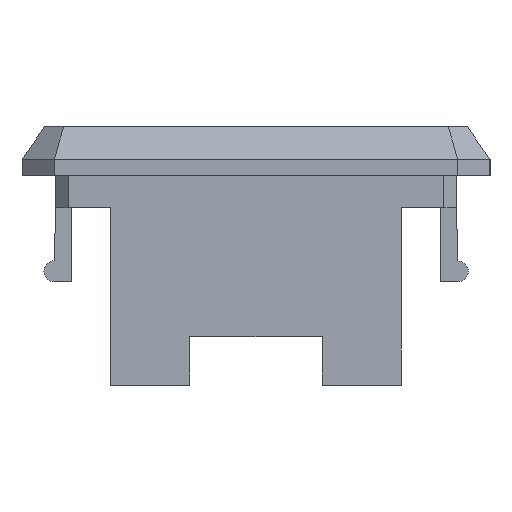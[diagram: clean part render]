
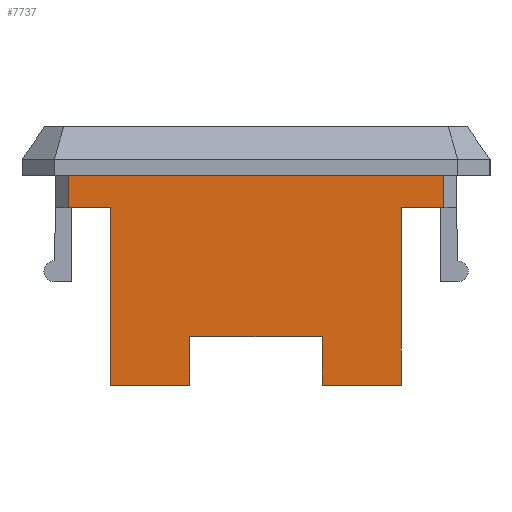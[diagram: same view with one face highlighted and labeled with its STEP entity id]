
A CAD part, left-side view. The second image highlights one B-rep face of the part: STEP entity #7737.
In plain terms, the highlighted planar face has unit normal (-1, 0, 0).
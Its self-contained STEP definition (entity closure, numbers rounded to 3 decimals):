
#17 = ORIENTED_EDGE ( 'NONE', *, *, #6016, .F. ) ;
#31 = ORIENTED_EDGE ( 'NONE', *, *, #7446, .F. ) ;
#117 = ORIENTED_EDGE ( 'NONE', *, *, #2769, .T. ) ;
#507 = DIRECTION ( 'NONE',  ( 0., 1., 0. ) ) ;
#544 = DIRECTION ( 'NONE',  ( 0., 1., 0. ) ) ;
#574 = VERTEX_POINT ( 'NONE', #7188 ) ;
#577 = EDGE_CURVE ( 'NONE', #4647, #1671, #1297, .T. ) ;
#657 = CARTESIAN_POINT ( 'NONE',  ( -23.425, -4.1, -13. ) ) ;
#737 = EDGE_CURVE ( 'NONE', #8620, #3383, #7576, .T. ) ;
#887 = CARTESIAN_POINT ( 'NONE',  ( -23.425, 9., -13. ) ) ;
#980 = ORIENTED_EDGE ( 'NONE', *, *, #1599, .F. ) ;
#1048 = CARTESIAN_POINT ( 'NONE',  ( -23.425, -11.641, -2. ) ) ;
#1262 = ORIENTED_EDGE ( 'NONE', *, *, #9181, .F. ) ;
#1297 = LINE ( 'NONE', #6347, #5929 ) ;
#1379 = CARTESIAN_POINT ( 'NONE',  ( -23.425, -11.641, 0. ) ) ;
#1411 = CARTESIAN_POINT ( 'NONE',  ( -23.425, -11.641, -2. ) ) ;
#1477 = VECTOR ( 'NONE', #3811, 1000. ) ;
#1599 = EDGE_CURVE ( 'NONE', #5996, #3055, #4045, .T. ) ;
#1612 = LINE ( 'NONE', #887, #7547 ) ;
#1671 = VERTEX_POINT ( 'NONE', #2744 ) ;
#1725 = DIRECTION ( 'NONE',  ( 0., 0., 1. ) ) ;
#2162 = VECTOR ( 'NONE', #4006, 1000. ) ;
#2342 = CARTESIAN_POINT ( 'NONE',  ( -23.425, -9., -13. ) ) ;
#2516 = ORIENTED_EDGE ( 'NONE', *, *, #737, .F. ) ;
#2536 = VERTEX_POINT ( 'NONE', #9412 ) ;
#2605 = EDGE_CURVE ( 'NONE', #5996, #4143, #6732, .T. ) ;
#2720 = CARTESIAN_POINT ( 'NONE',  ( -23.425, 4.1, -13. ) ) ;
#2744 = CARTESIAN_POINT ( 'NONE',  ( -23.425, -4.1, -13. ) ) ;
#2769 = EDGE_CURVE ( 'NONE', #4143, #3144, #5064, .T. ) ;
#2819 = LINE ( 'NONE', #2720, #4114 ) ;
#2826 = FACE_OUTER_BOUND ( 'NONE', #3680, .T. ) ;
#3055 = VERTEX_POINT ( 'NONE', #8603 ) ;
#3144 = VERTEX_POINT ( 'NONE', #7699 ) ;
#3343 = CARTESIAN_POINT ( 'NONE',  ( -23.425, 9., -2. ) ) ;
#3383 = VERTEX_POINT ( 'NONE', #3343 ) ;
#3660 = VECTOR ( 'NONE', #5253, 1000. ) ;
#3680 = EDGE_LOOP ( 'NONE', ( #117, #17, #8612, #2516, #31, #8234, #3908, #1262, #8364, #8496, #980, #6561 ) ) ;
#3698 = EDGE_CURVE ( 'NONE', #3383, #8664, #6336, .T. ) ;
#3811 = DIRECTION ( 'NONE',  ( 0., 1., 0. ) ) ;
#3908 = ORIENTED_EDGE ( 'NONE', *, *, #9252, .F. ) ;
#3962 = DIRECTION ( 'NONE',  ( 0., 0., 1. ) ) ;
#3980 = CARTESIAN_POINT ( 'NONE',  ( -23.425, 9., -13. ) ) ;
#4006 = DIRECTION ( 'NONE',  ( 0., 1., 0. ) ) ;
#4045 = LINE ( 'NONE', #9292, #4975 ) ;
#4114 = VECTOR ( 'NONE', #5669, 1000. ) ;
#4143 = VERTEX_POINT ( 'NONE', #7359 ) ;
#4574 = AXIS2_PLACEMENT_3D ( 'NONE', #1411, #8694, #4894 ) ;
#4647 = VERTEX_POINT ( 'NONE', #8022 ) ;
#4894 = DIRECTION ( 'NONE',  ( 0., 1., 0. ) ) ;
#4942 = PLANE ( 'NONE',  #4574 ) ;
#4975 = VECTOR ( 'NONE', #8464, 1000. ) ;
#5064 = LINE ( 'NONE', #1379, #9300 ) ;
#5079 = DIRECTION ( 'NONE',  ( 0., 0., 1. ) ) ;
#5182 = VECTOR ( 'NONE', #5079, 1000. ) ;
#5244 = LINE ( 'NONE', #2342, #5182 ) ;
#5253 = DIRECTION ( 'NONE',  ( 0., 0., 1. ) ) ;
#5637 = EDGE_CURVE ( 'NONE', #574, #7243, #2819, .T. ) ;
#5669 = DIRECTION ( 'NONE',  ( 0., 0., 1. ) ) ;
#5776 = VECTOR ( 'NONE', #3962, 1000. ) ;
#5929 = VECTOR ( 'NONE', #507, 1000. ) ;
#5991 = LINE ( 'NONE', #657, #3660 ) ;
#5996 = VERTEX_POINT ( 'NONE', #7234 ) ;
#6016 = EDGE_CURVE ( 'NONE', #8664, #3144, #8630, .T. ) ;
#6336 = LINE ( 'NONE', #1048, #2162 ) ;
#6347 = CARTESIAN_POINT ( 'NONE',  ( -23.425, -9., -13. ) ) ;
#6378 = CARTESIAN_POINT ( 'NONE',  ( -23.425, 4.1, -10. ) ) ;
#6561 = ORIENTED_EDGE ( 'NONE', *, *, #2605, .T. ) ;
#6682 = CARTESIAN_POINT ( 'NONE',  ( -23.425, 11.641, -2. ) ) ;
#6732 = LINE ( 'NONE', #9063, #8999 ) ;
#7185 = DIRECTION ( 'NONE',  ( 0., 0., 1. ) ) ;
#7188 = CARTESIAN_POINT ( 'NONE',  ( -23.425, 4.1, -13. ) ) ;
#7234 = CARTESIAN_POINT ( 'NONE',  ( -23.425, -11.641, -2. ) ) ;
#7243 = VERTEX_POINT ( 'NONE', #6378 ) ;
#7359 = CARTESIAN_POINT ( 'NONE',  ( -23.425, -11.641, 0. ) ) ;
#7446 = EDGE_CURVE ( 'NONE', #574, #8620, #1612, .T. ) ;
#7547 = VECTOR ( 'NONE', #7555, 1000. ) ;
#7555 = DIRECTION ( 'NONE',  ( 0., 1., 0. ) ) ;
#7576 = LINE ( 'NONE', #7620, #5776 ) ;
#7620 = CARTESIAN_POINT ( 'NONE',  ( -23.425, 9., -13. ) ) ;
#7699 = CARTESIAN_POINT ( 'NONE',  ( -23.425, 11.641, 0. ) ) ;
#7737 = ADVANCED_FACE ( 'NONE', ( #2826 ), #4942, .F. ) ;
#7782 = CARTESIAN_POINT ( 'NONE',  ( -23.425, 11.641, -2. ) ) ;
#8022 = CARTESIAN_POINT ( 'NONE',  ( -23.425, -9., -13. ) ) ;
#8234 = ORIENTED_EDGE ( 'NONE', *, *, #5637, .T. ) ;
#8364 = ORIENTED_EDGE ( 'NONE', *, *, #577, .F. ) ;
#8435 = VECTOR ( 'NONE', #7185, 1000. ) ;
#8464 = DIRECTION ( 'NONE',  ( 0., 1., 0. ) ) ;
#8496 = ORIENTED_EDGE ( 'NONE', *, *, #8635, .T. ) ;
#8603 = CARTESIAN_POINT ( 'NONE',  ( -23.425, -9., -2. ) ) ;
#8612 = ORIENTED_EDGE ( 'NONE', *, *, #3698, .F. ) ;
#8620 = VERTEX_POINT ( 'NONE', #3980 ) ;
#8630 = LINE ( 'NONE', #6682, #8435 ) ;
#8635 = EDGE_CURVE ( 'NONE', #4647, #3055, #5244, .T. ) ;
#8664 = VERTEX_POINT ( 'NONE', #7782 ) ;
#8694 = DIRECTION ( 'NONE',  ( 1., 0., 0. ) ) ;
#8859 = LINE ( 'NONE', #9584, #1477 ) ;
#8999 = VECTOR ( 'NONE', #1725, 1000. ) ;
#9063 = CARTESIAN_POINT ( 'NONE',  ( -23.425, -11.641, -2. ) ) ;
#9181 = EDGE_CURVE ( 'NONE', #1671, #2536, #5991, .T. ) ;
#9252 = EDGE_CURVE ( 'NONE', #2536, #7243, #8859, .T. ) ;
#9292 = CARTESIAN_POINT ( 'NONE',  ( -23.425, -11.641, -2. ) ) ;
#9300 = VECTOR ( 'NONE', #544, 1000. ) ;
#9412 = CARTESIAN_POINT ( 'NONE',  ( -23.425, -4.1, -10. ) ) ;
#9584 = CARTESIAN_POINT ( 'NONE',  ( -23.425, 4.1, -10. ) ) ;
